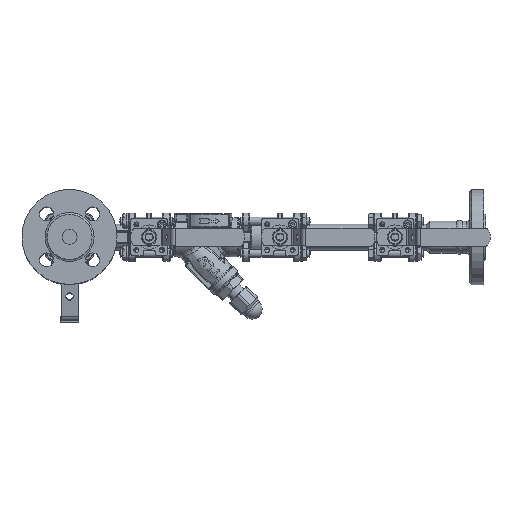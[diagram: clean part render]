
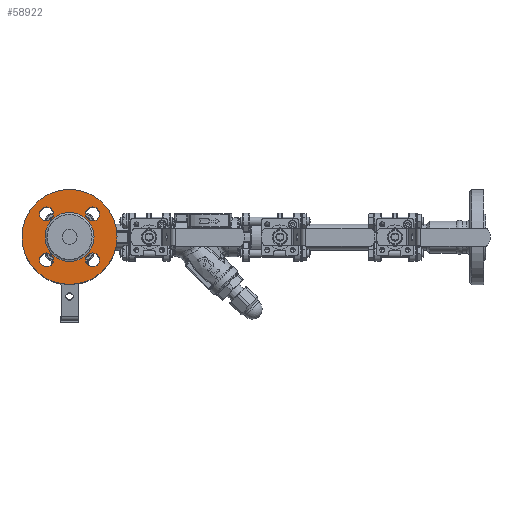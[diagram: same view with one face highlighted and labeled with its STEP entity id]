
A CAD part, top view. The second image highlights one B-rep face of the part: STEP entity #58922.
In plain terms, the highlighted planar face has unit normal (0, 0, 1).
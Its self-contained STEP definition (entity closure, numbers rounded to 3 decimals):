
#5991=FACE_BOUND('',#13942,.T.);
#5992=FACE_BOUND('',#13943,.T.);
#5993=FACE_BOUND('',#13944,.T.);
#5994=FACE_BOUND('',#13945,.T.);
#5995=FACE_BOUND('',#13946,.T.);
#7016=PLANE('',#65128);
#10042=FACE_OUTER_BOUND('',#13941,.T.);
#13941=EDGE_LOOP('',(#51038));
#13942=EDGE_LOOP('',(#51039));
#13943=EDGE_LOOP('',(#51040));
#13944=EDGE_LOOP('',(#51041));
#13945=EDGE_LOOP('',(#51042));
#13946=EDGE_LOOP('',(#51043));
#23028=CIRCLE('',#65113,47.5);
#23030=CIRCLE('',#65117,7.);
#23032=CIRCLE('',#65120,7.);
#23034=CIRCLE('',#65123,7.);
#23036=CIRCLE('',#65126,7.);
#23038=CIRCLE('',#65129,24.5);
#27817=VERTEX_POINT('',#114066);
#27819=VERTEX_POINT('',#114074);
#27821=VERTEX_POINT('',#114080);
#27823=VERTEX_POINT('',#114086);
#27825=VERTEX_POINT('',#114092);
#27827=VERTEX_POINT('',#114098);
#35710=EDGE_CURVE('',#27817,#27817,#23028,.T.);
#35713=EDGE_CURVE('',#27819,#27819,#23030,.T.);
#35716=EDGE_CURVE('',#27821,#27821,#23032,.T.);
#35719=EDGE_CURVE('',#27823,#27823,#23034,.T.);
#35722=EDGE_CURVE('',#27825,#27825,#23036,.T.);
#35725=EDGE_CURVE('',#27827,#27827,#23038,.T.);
#51038=ORIENTED_EDGE('',*,*,#35710,.F.);
#51039=ORIENTED_EDGE('',*,*,#35713,.T.);
#51040=ORIENTED_EDGE('',*,*,#35716,.T.);
#51041=ORIENTED_EDGE('',*,*,#35719,.T.);
#51042=ORIENTED_EDGE('',*,*,#35722,.T.);
#51043=ORIENTED_EDGE('',*,*,#35725,.F.);
#58922=ADVANCED_FACE('',(#10042,#5991,#5992,#5993,#5994,#5995),#7016,.F.);
#65113=AXIS2_PLACEMENT_3D('',#114068,#79410,#79411);
#65117=AXIS2_PLACEMENT_3D('',#114075,#79419,#79420);
#65120=AXIS2_PLACEMENT_3D('',#114081,#79426,#79427);
#65123=AXIS2_PLACEMENT_3D('',#114087,#79433,#79434);
#65126=AXIS2_PLACEMENT_3D('',#114093,#79440,#79441);
#65128=AXIS2_PLACEMENT_3D('',#114097,#79445,#79446);
#65129=AXIS2_PLACEMENT_3D('',#114099,#79447,#79448);
#79410=DIRECTION('center_axis',(0.,0.,
-1.));
#79411=DIRECTION('ref_axis',(1.,0.,0.));
#79419=DIRECTION('center_axis',(0.,0.,
-1.));
#79420=DIRECTION('ref_axis',(-1.,0.,0.));
#79426=DIRECTION('center_axis',(0.,0.,
-1.));
#79427=DIRECTION('ref_axis',(0.,1.,0.));
#79433=DIRECTION('center_axis',(0.,0.,
-1.));
#79434=DIRECTION('ref_axis',(1.,0.,0.));
#79440=DIRECTION('center_axis',(0.,0.,
-1.));
#79441=DIRECTION('ref_axis',(0.,-1.,0.));
#79445=DIRECTION('center_axis',(0.,0.,
-1.));
#79446=DIRECTION('ref_axis',(1.,0.,0.));
#79447=DIRECTION('center_axis',(0.,0.,
1.));
#79448=DIRECTION('ref_axis',(1.,0.,0.));
#114066=CARTESIAN_POINT('',(-192.536,18.833,177.983));
#114068=CARTESIAN_POINT('Origin',(-145.036,18.833,177.983));
#114074=CARTESIAN_POINT('',(-161.017,-4.148,177.983));
#114075=CARTESIAN_POINT('Origin',(-168.017,-4.148,177.983));
#114080=CARTESIAN_POINT('',(-168.017,34.814,177.983));
#114081=CARTESIAN_POINT('Origin',(-168.017,41.814,177.983));
#114086=CARTESIAN_POINT('',(-129.055,41.814,177.983));
#114087=CARTESIAN_POINT('Origin',(-122.055,41.814,177.983));
#114092=CARTESIAN_POINT('',(-122.055,2.852,177.983));
#114093=CARTESIAN_POINT('Origin',(-122.055,-4.148,177.983));
#114097=CARTESIAN_POINT('Origin',(-145.036,18.833,177.983));
#114098=CARTESIAN_POINT('',(-169.536,18.833,177.983));
#114099=CARTESIAN_POINT('Origin',(-145.036,18.833,177.983));
